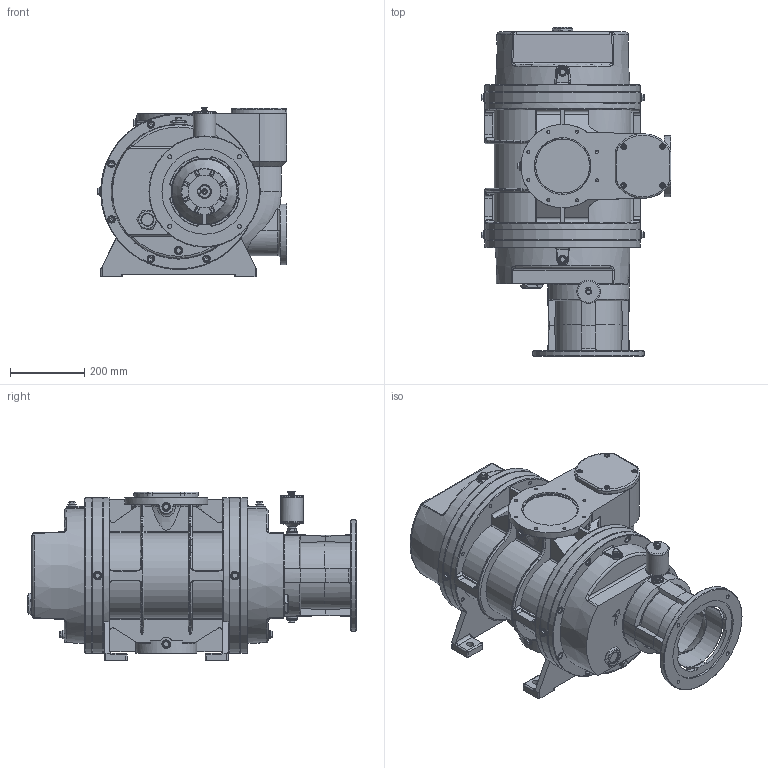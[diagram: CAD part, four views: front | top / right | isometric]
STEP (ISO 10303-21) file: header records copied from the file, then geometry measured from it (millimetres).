
FILE_DESCRIPTION((''),'2;1');
FILE_NAME('PP920807_SW.stp','2011-11-14T10:30:41',('SCHUH-D'),(''),'Autodesk Inventor 2009','Autodesk Inventor 2009','');
FILE_SCHEMA(('AUTOMOTIVE_DESIGN { 1 0 10303 214 1 1 1 1 }'));
Length unit declared in the file: millimetre
Products named in the file (1): PP920807_SW
Bounding box: 511.8 x 887 x 457.7 mm (x, y, z)
Volume: 82372260.3 mm3; surface area: 2163854.7 mm2
Topology: 2 solids, 52 shells, 1812 faces, 4435 edges, 2786 vertices
Faces by surface type: plane 809, cylinder 409, bspline 306, cone 148, torus 126, sphere 14
Full cylindrical faces by diameter (mm): 1.35 x1, 1.4 x2, 2.5 x4, 6.647 x8, 8 x4, 8.5 x1, 10.5 x1, 11.6 x1, 12 x20, 12.8 x2, 13 x4, 14.7 x1, 16.662 x6, 17 x11, 18 x24, 19.9 x1, 22 x12, 23 x6, 32 x2, 33.6 x1, 34 x1, 38 x1, 38.6 x2, 40.9 x2, 47 x2, 60 x1, 63 x2, 88 x1, 96 x1, 102 x2
Entity records: 70760 total; most frequent: CARTESIAN_POINT 31192, DIRECTION 7507, ORIENTED_EDGE 7434, EDGE_CURVE 3717, AXIS2_PLACEMENT_3D 3025, VERTEX_POINT 2547, EDGE_LOOP 2508, FACE_OUTER_BOUND 1812
